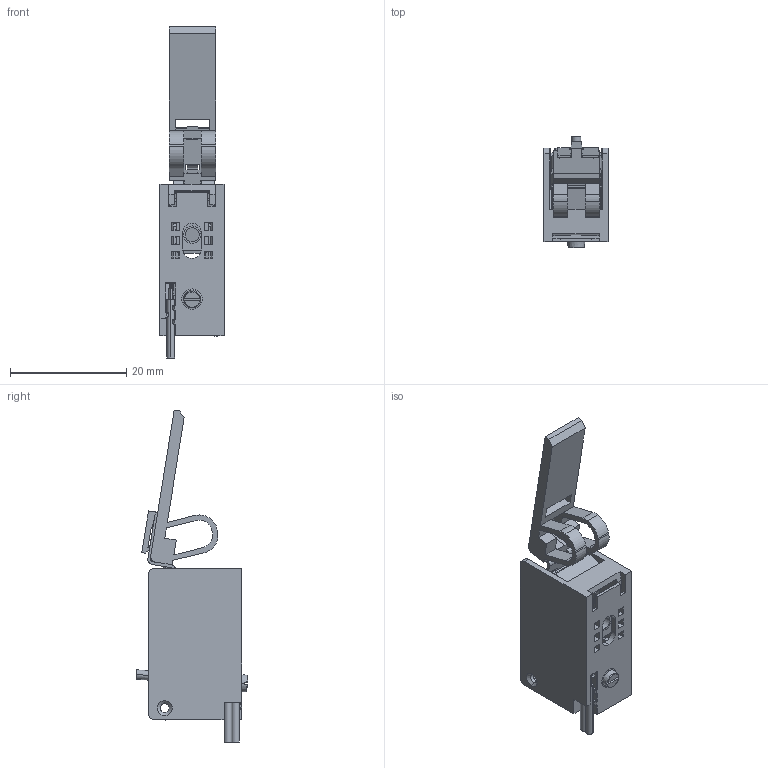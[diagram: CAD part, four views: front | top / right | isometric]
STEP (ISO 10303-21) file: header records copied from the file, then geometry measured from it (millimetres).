
FILE_DESCRIPTION (( 'STEP AP203' ), '1' );
FILE_NAME ('004057-RK-Lever-Step.STEP', '2017-01-24T13:18:23', ( '' ), ( '' ), 'SwSTEP 2.0', 'SolidWorks 2015', '' );
FILE_SCHEMA (( 'CONFIG_CONTROL_DESIGN' ));
Length unit declared in the file: millimetre
Products named in the file (13): 004057-RK-Lever-Step; 004057-WI01_b_WIPPE; 004057-GZ0051_SCHENKELFEDER; 004057_BO01_a_BOLZEN; Huelse; Mutter-D562_030_ST; 004057-GH01_d_GEHAEUSE; Schraube_Barth; 1; LP_; Schaltbügel 004057-SB01; Kabel-gerade; 004057-HV01_c_HEBELVERLAENGERUNG
Assembly tree (13 placements, depth 3):
  004057-RK-Lever-Step
    004057-GH01_d_GEHAEUSE
    Schaltbügel 004057-SB01
      1
    004057-HV01_c_HEBELVERLAENGERUNG
    004057-WI01_b_WIPPE
    004057-GZ0051_SCHENKELFEDER
    004057_BO01_a_BOLZEN
    Huelse
    Mutter-D562_030_ST
    Schraube_Barth
    LP_
    Kabel-gerade  x2
Bounding box: 11 x 19.21 x 57.01 mm (x, y, z)
Volume: 1280.6 mm3; surface area: 6179.3 mm2
Topology: 12 solids, 16 shells, 1051 faces, 2837 edges, 1758 vertices
Faces by surface type: plane 479, cylinder 371, bspline 135, torus 40, sphere 14, cone 12
Entity records: 41578 total; most frequent: CARTESIAN_POINT 14831, ORIENTED_EDGE 5550, DIRECTION 5063, EDGE_CURVE 2779, VERTEX_POINT 1750, LINE 1691, VECTOR 1691, AXIS2_PLACEMENT_3D 1686
